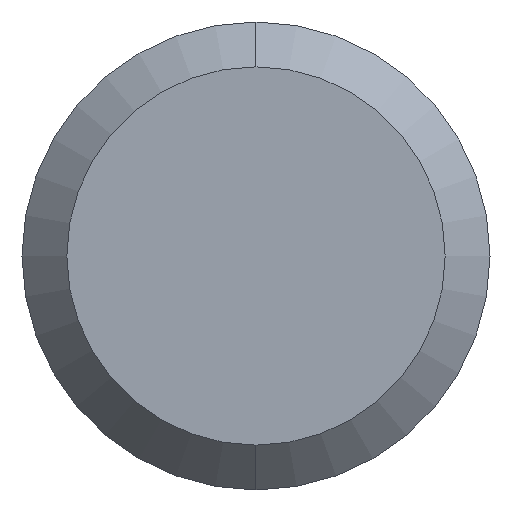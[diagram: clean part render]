
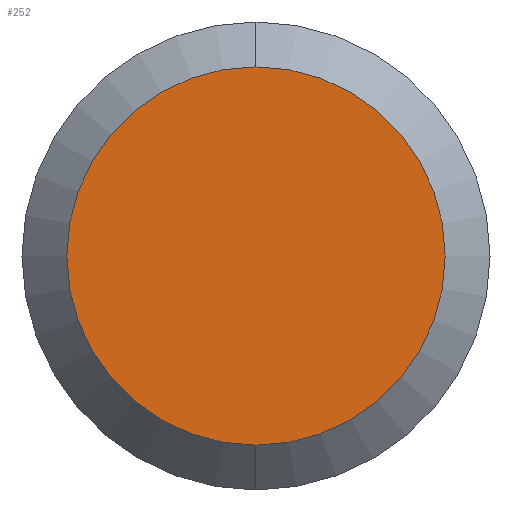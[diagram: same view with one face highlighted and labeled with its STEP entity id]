
A CAD part, left-side view. The second image highlights one B-rep face of the part: STEP entity #252.
In plain terms, the highlighted planar face has unit normal (-1, 0, 0).
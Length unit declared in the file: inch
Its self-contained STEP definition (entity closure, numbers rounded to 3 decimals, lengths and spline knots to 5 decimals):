
#41 = EDGE_CURVE ( 'NONE', #161, #242, #376, .T. ) ;
#88 = EDGE_LOOP ( 'NONE', ( #405, #199 ) ) ;
#89 = DIRECTION ( 'NONE',  ( 0., 0., -1. ) ) ;
#117 = CIRCLE ( 'NONE', #256, 0.25325 ) ;
#118 = DIRECTION ( 'NONE',  ( 0., 0., -1. ) ) ;
#132 = AXIS2_PLACEMENT_3D ( 'NONE', #247, #440, #211 ) ;
#154 = CARTESIAN_POINT ( 'NONE',  ( 0., 0., 0. ) ) ;
#161 = VERTEX_POINT ( 'NONE', #374 ) ;
#178 = CARTESIAN_POINT ( 'NONE',  ( 0., 0.31325, 0. ) ) ;
#190 = AXIS2_PLACEMENT_3D ( 'NONE', #178, #382, #118 ) ;
#199 = ORIENTED_EDGE ( 'NONE', *, *, #410, .T. ) ;
#211 = DIRECTION ( 'NONE',  ( 0., 0., -1. ) ) ;
#220 = CARTESIAN_POINT ( 'NONE',  ( 0., 0., 0.25325 ) ) ;
#242 = VERTEX_POINT ( 'NONE', #220 ) ;
#247 = CARTESIAN_POINT ( 'NONE',  ( 0., 0., 0. ) ) ;
#252 = ADVANCED_FACE ( 'NONE', ( #323 ), #415, .F. ) ;
#256 = AXIS2_PLACEMENT_3D ( 'NONE', #154, #329, #89 ) ;
#323 = FACE_OUTER_BOUND ( 'NONE', #88, .T. ) ;
#329 = DIRECTION ( 'NONE',  ( -1., 0., 0. ) ) ;
#374 = CARTESIAN_POINT ( 'NONE',  ( 0., 0., -0.25325 ) ) ;
#376 = CIRCLE ( 'NONE', #132, 0.25325 ) ;
#382 = DIRECTION ( 'NONE',  ( 1., 0., 0. ) ) ;
#405 = ORIENTED_EDGE ( 'NONE', *, *, #41, .T. ) ;
#410 = EDGE_CURVE ( 'NONE', #242, #161, #117, .T. ) ;
#415 = PLANE ( 'NONE',  #190 ) ;
#440 = DIRECTION ( 'NONE',  ( -1., 0., 0. ) ) ;
